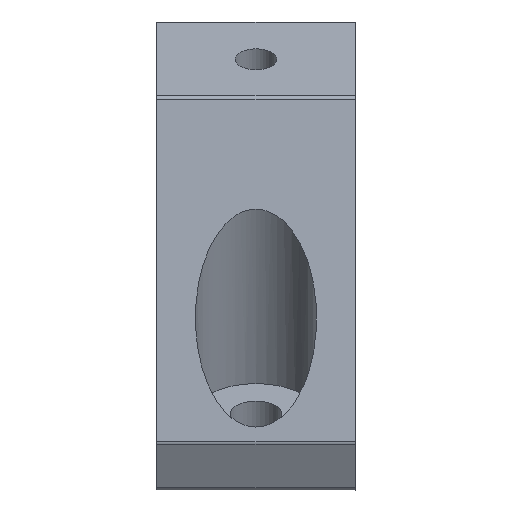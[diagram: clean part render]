
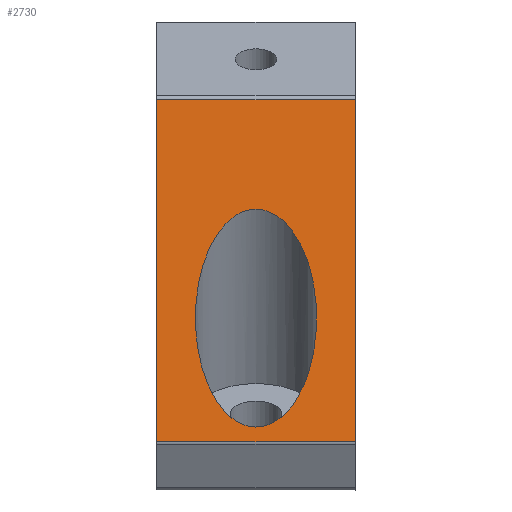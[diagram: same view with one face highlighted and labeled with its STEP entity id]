
A CAD part, front view. The second image highlights one B-rep face of the part: STEP entity #2730.
In plain terms, the highlighted planar face has unit normal (0, -0.998, 0.065).
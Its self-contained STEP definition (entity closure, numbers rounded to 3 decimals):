
#73 = PLANE('',#74);
#74 = AXIS2_PLACEMENT_3D('',#75,#76,#77);
#75 = CARTESIAN_POINT('',(20.,0.,43.232));
#76 = DIRECTION('',(1.,0.,0.));
#77 = DIRECTION('',(0.,0.,1.));
#128 = PLANE('',#129);
#129 = AXIS2_PLACEMENT_3D('',#130,#131,#132);
#130 = CARTESIAN_POINT('',(0.,0.,43.232)
  );
#131 = DIRECTION('',(1.,0.,0.));
#132 = DIRECTION('',(0.,0.,1.));
#183 = CYLINDRICAL_SURFACE('',#184,0.5);
#184 = AXIS2_PLACEMENT_3D('',#185,#186,#187);
#185 = CARTESIAN_POINT('',(0.,-22.379,25.762));
#186 = DIRECTION('',(-1.,0.,0.));
#187 = DIRECTION('',(0.,1.,0.));
#727 = VERTEX_POINT('',#728);
#728 = CARTESIAN_POINT('',(0.,-20.63,60.164));
#743 = CYLINDRICAL_SURFACE('',#744,0.5);
#744 = AXIS2_PLACEMENT_3D('',#745,#746,#747);
#745 = CARTESIAN_POINT('',(0.,-20.131,60.131)
  );
#746 = DIRECTION('',(-1.,0.,0.));
#747 = DIRECTION('',(0.,1.,0.));
#755 = EDGE_CURVE('',#756,#727,#758,.T.);
#756 = VERTEX_POINT('',#757);
#757 = CARTESIAN_POINT('',(0.,-22.878,25.794));
#758 = SURFACE_CURVE('',#759,(#763,#770),.PCURVE_S1.);
#759 = LINE('',#760,#761);
#760 = CARTESIAN_POINT('',(0.,-22.878,25.794));
#761 = VECTOR('',#762,1.);
#762 = DIRECTION('',(0.,0.065,0.998));
#763 = PCURVE('',#128,#764);
#764 = DEFINITIONAL_REPRESENTATION('',(#765),#769);
#765 = LINE('',#766,#767);
#766 = CARTESIAN_POINT('',(-17.438,22.878));
#767 = VECTOR('',#768,1.);
#768 = DIRECTION('',(0.998,-0.065));
#769 = ( GEOMETRIC_REPRESENTATION_CONTEXT(2) 
PARAMETRIC_REPRESENTATION_CONTEXT() REPRESENTATION_CONTEXT('2D SPACE',''
  ) );
#770 = PCURVE('',#771,#776);
#771 = PLANE('',#772);
#772 = AXIS2_PLACEMENT_3D('',#773,#774,#775);
#773 = CARTESIAN_POINT('',(0.,-22.878,25.794));
#774 = DIRECTION('',(0.,-0.998,0.065));
#775 = DIRECTION('',(0.,0.065,0.998));
#776 = DEFINITIONAL_REPRESENTATION('',(#777),#781);
#777 = LINE('',#778,#779);
#778 = CARTESIAN_POINT('',(0.,0.));
#779 = VECTOR('',#780,1.);
#780 = DIRECTION('',(1.,0.));
#781 = ( GEOMETRIC_REPRESENTATION_CONTEXT(2) 
PARAMETRIC_REPRESENTATION_CONTEXT() REPRESENTATION_CONTEXT('2D SPACE',''
  ) );
#1599 = VERTEX_POINT('',#1600);
#1600 = CARTESIAN_POINT('',(20.,-20.63,60.164));
#1622 = EDGE_CURVE('',#1623,#1599,#1625,.T.);
#1623 = VERTEX_POINT('',#1624);
#1624 = CARTESIAN_POINT('',(20.,-22.878,25.794));
#1625 = SURFACE_CURVE('',#1626,(#1630,#1637),.PCURVE_S1.);
#1626 = LINE('',#1627,#1628);
#1627 = CARTESIAN_POINT('',(20.,-22.878,25.794));
#1628 = VECTOR('',#1629,1.);
#1629 = DIRECTION('',(0.,0.065,0.998));
#1630 = PCURVE('',#73,#1631);
#1631 = DEFINITIONAL_REPRESENTATION('',(#1632),#1636);
#1632 = LINE('',#1633,#1634);
#1633 = CARTESIAN_POINT('',(-17.438,22.878));
#1634 = VECTOR('',#1635,1.);
#1635 = DIRECTION('',(0.998,-0.065));
#1636 = ( GEOMETRIC_REPRESENTATION_CONTEXT(2) 
PARAMETRIC_REPRESENTATION_CONTEXT() REPRESENTATION_CONTEXT('2D SPACE',''
  ) );
#1637 = PCURVE('',#771,#1638);
#1638 = DEFINITIONAL_REPRESENTATION('',(#1639),#1643);
#1639 = LINE('',#1640,#1641);
#1640 = CARTESIAN_POINT('',(0.,-20.));
#1641 = VECTOR('',#1642,1.);
#1642 = DIRECTION('',(1.,0.));
#1643 = ( GEOMETRIC_REPRESENTATION_CONTEXT(2) 
PARAMETRIC_REPRESENTATION_CONTEXT() REPRESENTATION_CONTEXT('2D SPACE',''
  ) );
#2049 = EDGE_CURVE('',#756,#1623,#2050,.T.);
#2050 = SURFACE_CURVE('',#2051,(#2055,#2062),.PCURVE_S1.);
#2051 = LINE('',#2052,#2053);
#2052 = CARTESIAN_POINT('',(0.,-22.878,25.794));
#2053 = VECTOR('',#2054,1.);
#2054 = DIRECTION('',(1.,0.,0.));
#2055 = PCURVE('',#183,#2056);
#2056 = DEFINITIONAL_REPRESENTATION('',(#2057),#2061);
#2057 = LINE('',#2058,#2059);
#2058 = CARTESIAN_POINT('',(-3.076,0.));
#2059 = VECTOR('',#2060,1.);
#2060 = DIRECTION('',(-0.,-1.));
#2061 = ( GEOMETRIC_REPRESENTATION_CONTEXT(2) 
PARAMETRIC_REPRESENTATION_CONTEXT() REPRESENTATION_CONTEXT('2D SPACE',''
  ) );
#2062 = PCURVE('',#771,#2063);
#2063 = DEFINITIONAL_REPRESENTATION('',(#2064),#2068);
#2064 = LINE('',#2065,#2066);
#2065 = CARTESIAN_POINT('',(0.,-0.));
#2066 = VECTOR('',#2067,1.);
#2067 = DIRECTION('',(0.,-1.));
#2068 = ( GEOMETRIC_REPRESENTATION_CONTEXT(2) 
PARAMETRIC_REPRESENTATION_CONTEXT() REPRESENTATION_CONTEXT('2D SPACE',''
  ) );
#2709 = EDGE_CURVE('',#727,#1599,#2710,.T.);
#2710 = SURFACE_CURVE('',#2711,(#2715,#2722),.PCURVE_S1.);
#2711 = LINE('',#2712,#2713);
#2712 = CARTESIAN_POINT('',(0.,-20.63,60.164)
  );
#2713 = VECTOR('',#2714,1.);
#2714 = DIRECTION('',(1.,0.,0.));
#2715 = PCURVE('',#743,#2716);
#2716 = DEFINITIONAL_REPRESENTATION('',(#2717),#2721);
#2717 = LINE('',#2718,#2719);
#2718 = CARTESIAN_POINT('',(-3.076,0.));
#2719 = VECTOR('',#2720,1.);
#2720 = DIRECTION('',(-0.,-1.));
#2721 = ( GEOMETRIC_REPRESENTATION_CONTEXT(2) 
PARAMETRIC_REPRESENTATION_CONTEXT() REPRESENTATION_CONTEXT('2D SPACE',''
  ) );
#2722 = PCURVE('',#771,#2723);
#2723 = DEFINITIONAL_REPRESENTATION('',(#2724),#2728);
#2724 = LINE('',#2725,#2726);
#2725 = CARTESIAN_POINT('',(34.443,0.));
#2726 = VECTOR('',#2727,1.);
#2727 = DIRECTION('',(0.,-1.));
#2728 = ( GEOMETRIC_REPRESENTATION_CONTEXT(2) 
PARAMETRIC_REPRESENTATION_CONTEXT() REPRESENTATION_CONTEXT('2D SPACE',''
  ) );
#2730 = ADVANCED_FACE('',(#2731,#2737),#771,.T.);
#2731 = FACE_BOUND('',#2732,.T.);
#2732 = EDGE_LOOP('',(#2733,#2734,#2735,#2736));
#2733 = ORIENTED_EDGE('',*,*,#2049,.T.);
#2734 = ORIENTED_EDGE('',*,*,#1622,.T.);
#2735 = ORIENTED_EDGE('',*,*,#2709,.F.);
#2736 = ORIENTED_EDGE('',*,*,#755,.F.);
#2737 = FACE_BOUND('',#2738,.T.);
#2738 = EDGE_LOOP('',(#2739));
#2739 = ORIENTED_EDGE('',*,*,#2740,.F.);
#2740 = EDGE_CURVE('',#2741,#2741,#2743,.T.);
#2741 = VERTEX_POINT('',#2742);
#2742 = CARTESIAN_POINT('',(10.,-21.349,49.177));
#2743 = SURFACE_CURVE('',#2744,(#2749,#2756),.PCURVE_S1.);
#2744 = ELLIPSE('',#2745,10.982,6.1);
#2745 = AXIS2_PLACEMENT_3D('',#2746,#2747,#2748);
#2746 = CARTESIAN_POINT('',(10.,-22.066,38.219));
#2747 = DIRECTION('',(0.,-0.998,0.065));
#2748 = DIRECTION('',(0.,-0.065,-0.998));
#2749 = PCURVE('',#771,#2750);
#2750 = DEFINITIONAL_REPRESENTATION('',(#2751),#2755);
#2751 = ELLIPSE('',#2752,10.982,6.1);
#2752 = AXIS2_PLACEMENT_2D('',#2753,#2754);
#2753 = CARTESIAN_POINT('',(12.451,-10.));
#2754 = DIRECTION('',(-1.,0.));
#2755 = ( GEOMETRIC_REPRESENTATION_CONTEXT(2) 
PARAMETRIC_REPRESENTATION_CONTEXT() REPRESENTATION_CONTEXT('2D SPACE',''
  ) );
#2756 = PCURVE('',#2757,#2762);
#2757 = CYLINDRICAL_SURFACE('',#2758,6.1);
#2758 = AXIS2_PLACEMENT_3D('',#2759,#2760,#2761);
#2759 = CARTESIAN_POINT('',(10.,-16.5,28.579));
#2760 = DIRECTION('',(0.,0.5,-0.866));
#2761 = DIRECTION('',(0.,0.866,0.5));
#2762 = DEFINITIONAL_REPRESENTATION('',(#2763),#2794);
#2763 = B_SPLINE_CURVE_WITH_KNOTS('',8,(#2764,#2765,#2766,#2767,#2768,
    #2769,#2770,#2771,#2772,#2773,#2774,#2775,#2776,#2777,#2778,#2779,
    #2780,#2781,#2782,#2783,#2784,#2785,#2786,#2787,#2788,#2789,#2790,
    #2791,#2792,#2793),.UNSPECIFIED.,.F.,.F.,(9,7,7,7,9),(3.142,
    4.712,5.89,7.658,9.425),
  .UNSPECIFIED.);
#2764 = CARTESIAN_POINT('',(6.283,-20.263));
#2765 = CARTESIAN_POINT('',(6.087,-20.263));
#2766 = CARTESIAN_POINT('',(5.89,-19.861));
#2767 = CARTESIAN_POINT('',(5.694,-19.056));
#2768 = CARTESIAN_POINT('',(5.498,-17.882));
#2769 = CARTESIAN_POINT('',(5.301,-16.405));
#2770 = CARTESIAN_POINT('',(5.105,-14.717));
#2771 = CARTESIAN_POINT('',(4.909,-12.924));
#2772 = CARTESIAN_POINT('',(4.565,-9.786));
#2773 = CARTESIAN_POINT('',(4.418,-8.441));
#2774 = CARTESIAN_POINT('',(4.271,-7.141));
#2775 = CARTESIAN_POINT('',(4.123,-5.93));
#2776 = CARTESIAN_POINT('',(3.976,-4.848));
#2777 = CARTESIAN_POINT('',(3.829,-3.933));
#2778 = CARTESIAN_POINT('',(3.682,-3.209));
#2779 = CARTESIAN_POINT('',(3.313,-1.922));
#2780 = CARTESIAN_POINT('',(3.093,-1.621));
#2781 = CARTESIAN_POINT('',(2.872,-1.847));
#2782 = CARTESIAN_POINT('',(2.651,-2.61));
#2783 = CARTESIAN_POINT('',(2.43,-3.859));
#2784 = CARTESIAN_POINT('',(2.209,-5.492));
#2785 = CARTESIAN_POINT('',(1.988,-7.371));
#2786 = CARTESIAN_POINT('',(1.546,-11.328));
#2787 = CARTESIAN_POINT('',(1.325,-13.406));
#2788 = CARTESIAN_POINT('',(1.104,-15.436));
#2789 = CARTESIAN_POINT('',(0.884,-17.261));
#2790 = CARTESIAN_POINT('',(0.663,-18.736));
#2791 = CARTESIAN_POINT('',(0.442,-19.754));
#2792 = CARTESIAN_POINT('',(0.221,-20.263));
#2793 = CARTESIAN_POINT('',(0.,-20.263));
#2794 = ( GEOMETRIC_REPRESENTATION_CONTEXT(2) 
PARAMETRIC_REPRESENTATION_CONTEXT() REPRESENTATION_CONTEXT('2D SPACE',''
  ) );
